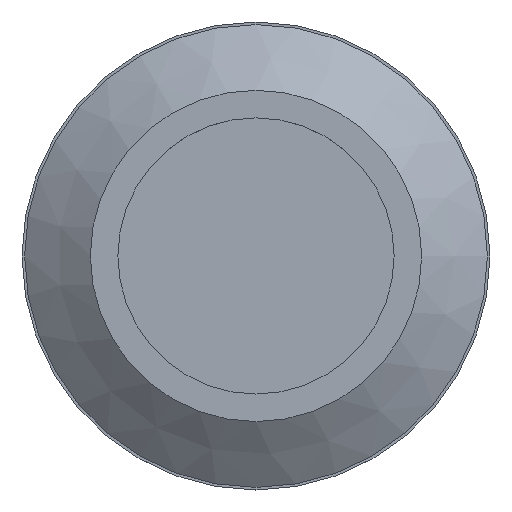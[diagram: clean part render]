
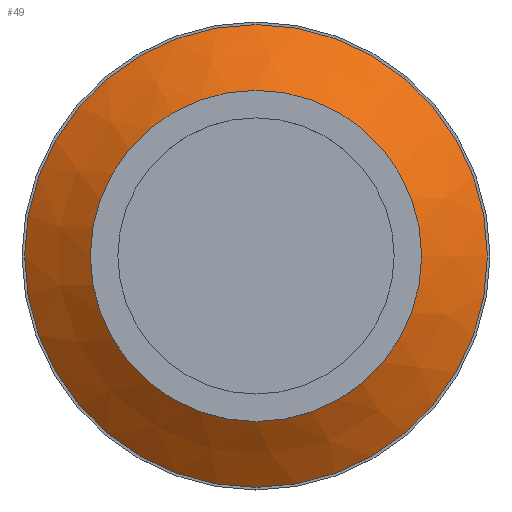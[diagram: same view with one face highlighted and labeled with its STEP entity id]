
A CAD part, top view. The second image highlights one B-rep face of the part: STEP entity #49.
In plain terms, the highlighted conical face has half-angle 55 degrees and reference radius 15.079 mm.
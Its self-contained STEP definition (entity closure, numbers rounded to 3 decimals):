
#49 = ADVANCED_FACE( '', ( #105, #106 ), #107, .T. );
#105 = FACE_BOUND( '', #170, .T. );
#106 = FACE_OUTER_BOUND( '', #171, .T. );
#107 = CONICAL_SURFACE( '', #172, 15.079, 0.96 );
#170 = EDGE_LOOP( '', ( #239 ) );
#171 = EDGE_LOOP( '', ( #240 ) );
#172 = AXIS2_PLACEMENT_3D( '', #241, #242, #243 );
#239 = ORIENTED_EDGE( '', *, *, #309, .F. );
#240 = ORIENTED_EDGE( '', *, *, #306, .T. );
#241 = CARTESIAN_POINT( '', ( 0., 0., 6.8 ) );
#242 = DIRECTION( '', ( 0., 0., -1. ) );
#243 = DIRECTION( '', ( -1., 0., 0. ) );
#306 = EDGE_CURVE( '', #340, #340, #341, .T. );
#309 = EDGE_CURVE( '', #345, #345, #346, .T. );
#340 = VERTEX_POINT( '', #383 );
#341 = CIRCLE( '', #384, 15.079 );
#345 = VERTEX_POINT( '', #388 );
#346 = CIRCLE( '', #389, 10.794 );
#383 = CARTESIAN_POINT( '', ( 15.079, 0., 6.8 ) );
#384 = AXIS2_PLACEMENT_3D( '', #427, #428, #429 );
#388 = CARTESIAN_POINT( '', ( 10.794, 0., 9.8 ) );
#389 = AXIS2_PLACEMENT_3D( '', #433, #434, #435 );
#427 = CARTESIAN_POINT( '', ( 0., 0., 6.8 ) );
#428 = DIRECTION( '', ( 0., 0., 1. ) );
#429 = DIRECTION( '', ( 1., 0., 0. ) );
#433 = CARTESIAN_POINT( '', ( 0., 0., 9.8 ) );
#434 = DIRECTION( '', ( 0., 0., 1. ) );
#435 = DIRECTION( '', ( 1., 0., 0. ) );
